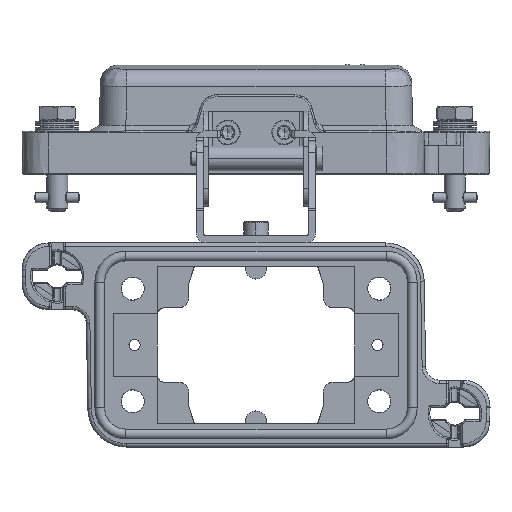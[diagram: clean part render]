
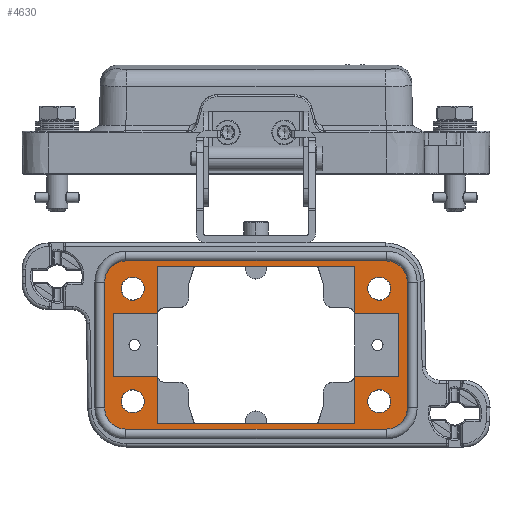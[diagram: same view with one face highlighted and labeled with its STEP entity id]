
A CAD part, front view. The second image highlights one B-rep face of the part: STEP entity #4630.
In plain terms, the highlighted planar face has unit normal (0, -1, 0).
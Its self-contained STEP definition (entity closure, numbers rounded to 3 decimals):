
#777=FACE_BOUND('',#8694,.T.);
#778=FACE_BOUND('',#8695,.T.);
#779=FACE_BOUND('',#8696,.T.);
#780=FACE_BOUND('',#8697,.T.);
#781=FACE_BOUND('',#8698,.T.);
#782=FACE_BOUND('',#8699,.T.);
#3550=CIRCLE('',#29914,3.302);
#3551=CIRCLE('',#29915,3.302);
#3552=CIRCLE('',#29916,3.302);
#3553=CIRCLE('',#29917,3.302);
#3554=CIRCLE('',#29918,3.302);
#3555=CIRCLE('',#29919,3.302);
#3556=CIRCLE('',#29920,3.302);
#3557=CIRCLE('',#29921,3.302);
#3558=CIRCLE('',#29922,6.);
#3559=CIRCLE('',#29923,6.);
#3560=CIRCLE('',#29924,6.);
#3561=CIRCLE('',#29925,6.);
#4630=ADVANCED_FACE('NONE',(#777,#778,#779,#780,#781,#782),#5963,.F.);
#5963=PLANE('',#29926);
#8694=EDGE_LOOP('',(#13493,#13494,#13495,#13496,#13497,#13498,#13499,#13500,
#13501,#13502,#13503,#13504));
#8695=EDGE_LOOP('',(#13505,#13506));
#8696=EDGE_LOOP('',(#13507,#13508));
#8697=EDGE_LOOP('',(#13509,#13510));
#8698=EDGE_LOOP('',(#13511,#13512));
#8699=EDGE_LOOP('',(#13513,#13514,#13515,#13516,#13517,#13518,#13519,#13520));
#13493=ORIENTED_EDGE('',*,*,#21169,.F.);
#13494=ORIENTED_EDGE('',*,*,#23184,.F.);
#13495=ORIENTED_EDGE('',*,*,#23185,.F.);
#13496=ORIENTED_EDGE('',*,*,#23186,.F.);
#13497=ORIENTED_EDGE('',*,*,#23187,.F.);
#13498=ORIENTED_EDGE('',*,*,#23188,.F.);
#13499=ORIENTED_EDGE('',*,*,#21161,.F.);
#13500=ORIENTED_EDGE('',*,*,#23189,.F.);
#13501=ORIENTED_EDGE('',*,*,#23190,.F.);
#13502=ORIENTED_EDGE('',*,*,#23191,.F.);
#13503=ORIENTED_EDGE('',*,*,#23192,.F.);
#13504=ORIENTED_EDGE('',*,*,#23193,.F.);
#13505=ORIENTED_EDGE('',*,*,#23194,.F.);
#13506=ORIENTED_EDGE('',*,*,#23195,.F.);
#13507=ORIENTED_EDGE('',*,*,#23196,.F.);
#13508=ORIENTED_EDGE('',*,*,#23197,.F.);
#13509=ORIENTED_EDGE('',*,*,#23198,.F.);
#13510=ORIENTED_EDGE('',*,*,#23199,.F.);
#13511=ORIENTED_EDGE('',*,*,#23200,.F.);
#13512=ORIENTED_EDGE('',*,*,#23201,.F.);
#13513=ORIENTED_EDGE('',*,*,#23202,.F.);
#13514=ORIENTED_EDGE('',*,*,#23203,.F.);
#13515=ORIENTED_EDGE('',*,*,#23204,.F.);
#13516=ORIENTED_EDGE('',*,*,#23205,.F.);
#13517=ORIENTED_EDGE('',*,*,#23206,.F.);
#13518=ORIENTED_EDGE('',*,*,#23207,.F.);
#13519=ORIENTED_EDGE('',*,*,#23208,.F.);
#13520=ORIENTED_EDGE('',*,*,#23209,.F.);
#18422=VERTEX_POINT('',#38266);
#18423=VERTEX_POINT('',#38268);
#18430=VERTEX_POINT('',#38284);
#18431=VERTEX_POINT('',#38286);
#19772=VERTEX_POINT('',#52075);
#19773=VERTEX_POINT('',#52077);
#19774=VERTEX_POINT('',#52079);
#19775=VERTEX_POINT('',#52081);
#19776=VERTEX_POINT('',#52084);
#19777=VERTEX_POINT('',#52086);
#19778=VERTEX_POINT('',#52088);
#19779=VERTEX_POINT('',#52090);
#19780=VERTEX_POINT('',#52093);
#19781=VERTEX_POINT('',#52094);
#19782=VERTEX_POINT('',#52097);
#19783=VERTEX_POINT('',#52098);
#19784=VERTEX_POINT('',#52101);
#19785=VERTEX_POINT('',#52102);
#19786=VERTEX_POINT('',#52105);
#19787=VERTEX_POINT('',#52106);
#19788=VERTEX_POINT('',#52109);
#19789=VERTEX_POINT('',#52110);
#19790=VERTEX_POINT('',#52112);
#19791=VERTEX_POINT('',#52114);
#19792=VERTEX_POINT('',#52116);
#19793=VERTEX_POINT('',#52118);
#19794=VERTEX_POINT('',#52120);
#19795=VERTEX_POINT('',#52122);
#21161=EDGE_CURVE('NONE',#18422,#18423,#25366,.T.);
#21169=EDGE_CURVE('NONE',#18430,#18431,#25374,.T.);
#23184=EDGE_CURVE('NONE',#19772,#18430,#26177,.T.);
#23185=EDGE_CURVE('NONE',#19773,#19772,#26178,.T.);
#23186=EDGE_CURVE('NONE',#19774,#19773,#26179,.T.);
#23187=EDGE_CURVE('NONE',#19775,#19774,#26180,.T.);
#23188=EDGE_CURVE('NONE',#18423,#19775,#26181,.T.);
#23189=EDGE_CURVE('NONE',#19776,#18422,#26182,.T.);
#23190=EDGE_CURVE('NONE',#19777,#19776,#26183,.T.);
#23191=EDGE_CURVE('NONE',#19778,#19777,#26184,.T.);
#23192=EDGE_CURVE('NONE',#19779,#19778,#26185,.T.);
#23193=EDGE_CURVE('NONE',#18431,#19779,#26186,.T.);
#23194=EDGE_CURVE('NONE',#19780,#19781,#3550,.T.);
#23195=EDGE_CURVE('NONE',#19781,#19780,#3551,.T.);
#23196=EDGE_CURVE('NONE',#19782,#19783,#3552,.T.);
#23197=EDGE_CURVE('NONE',#19783,#19782,#3553,.T.);
#23198=EDGE_CURVE('NONE',#19784,#19785,#3554,.T.);
#23199=EDGE_CURVE('NONE',#19785,#19784,#3555,.T.);
#23200=EDGE_CURVE('NONE',#19786,#19787,#3556,.T.);
#23201=EDGE_CURVE('NONE',#19787,#19786,#3557,.T.);
#23202=EDGE_CURVE('NONE',#19788,#19789,#3558,.T.);
#23203=EDGE_CURVE('NONE',#19790,#19788,#26187,.T.);
#23204=EDGE_CURVE('NONE',#19791,#19790,#3559,.T.);
#23205=EDGE_CURVE('NONE',#19792,#19791,#26188,.T.);
#23206=EDGE_CURVE('NONE',#19793,#19792,#3560,.T.);
#23207=EDGE_CURVE('NONE',#19794,#19793,#26189,.T.);
#23208=EDGE_CURVE('NONE',#19795,#19794,#3561,.T.);
#23209=EDGE_CURVE('NONE',#19789,#19795,#26190,.T.);
#25366=LINE('',#38267,#27124);
#25374=LINE('',#38285,#27132);
#26177=LINE('',#52074,#27935);
#26178=LINE('',#52076,#27936);
#26179=LINE('',#52078,#27937);
#26180=LINE('',#52080,#27938);
#26181=LINE('',#52082,#27939);
#26182=LINE('',#52083,#27940);
#26183=LINE('',#52085,#27941);
#26184=LINE('',#52087,#27942);
#26185=LINE('',#52089,#27943);
#26186=LINE('',#52091,#27944);
#26187=LINE('',#52111,#27945);
#26188=LINE('',#52115,#27946);
#26189=LINE('',#52119,#27947);
#26190=LINE('',#52123,#27948);
#27124=VECTOR('',#31378,1.);
#27132=VECTOR('',#31390,1.);
#27935=VECTOR('',#34261,1.);
#27936=VECTOR('',#34262,1.);
#27937=VECTOR('',#34263,1.);
#27938=VECTOR('',#34264,1.);
#27939=VECTOR('',#34265,1.);
#27940=VECTOR('',#34266,1.);
#27941=VECTOR('',#34267,1.);
#27942=VECTOR('',#34268,1.);
#27943=VECTOR('',#34269,1.);
#27944=VECTOR('',#34270,1.);
#27945=VECTOR('',#34289,1.);
#27946=VECTOR('',#34292,1.);
#27947=VECTOR('',#34295,1.);
#27948=VECTOR('',#34298,1.);
#29914=AXIS2_PLACEMENT_3D('',#52092,#34271,#34272);
#29915=AXIS2_PLACEMENT_3D('',#52095,#34273,#34274);
#29916=AXIS2_PLACEMENT_3D('',#52096,#34275,#34276);
#29917=AXIS2_PLACEMENT_3D('',#52099,#34277,#34278);
#29918=AXIS2_PLACEMENT_3D('',#52100,#34279,#34280);
#29919=AXIS2_PLACEMENT_3D('',#52103,#34281,#34282);
#29920=AXIS2_PLACEMENT_3D('',#52104,#34283,#34284);
#29921=AXIS2_PLACEMENT_3D('',#52107,#34285,#34286);
#29922=AXIS2_PLACEMENT_3D('',#52108,#34287,#34288);
#29923=AXIS2_PLACEMENT_3D('',#52113,#34290,#34291);
#29924=AXIS2_PLACEMENT_3D('',#52117,#34293,#34294);
#29925=AXIS2_PLACEMENT_3D('',#52121,#34296,#34297);
#29926=AXIS2_PLACEMENT_3D('',#52124,#34299,#34300);
#31378=DIRECTION('',(0.,0.,-1.));
#31390=DIRECTION('',(0.,0.,1.));
#34261=DIRECTION('',(-1.,0.,0.));
#34262=DIRECTION('',(0.,0.,1.));
#34263=DIRECTION('',(1.,0.,0.));
#34264=DIRECTION('',(0.,0.,1.));
#34265=DIRECTION('',(1.,0.,0.));
#34266=DIRECTION('',(1.,0.,0.));
#34267=DIRECTION('',(0.,0.,-1.));
#34268=DIRECTION('',(-1.,0.,0.));
#34269=DIRECTION('',(0.,0.,-1.));
#34270=DIRECTION('',(-1.,0.,0.));
#34271=DIRECTION('',(0.,-1.,0.));
#34272=DIRECTION('',(0.,0.,-1.));
#34273=DIRECTION('',(0.,-1.,0.));
#34274=DIRECTION('',(0.,0.,-1.));
#34275=DIRECTION('',(0.,-1.,0.));
#34276=DIRECTION('',(0.,0.,-1.));
#34277=DIRECTION('',(0.,-1.,0.));
#34278=DIRECTION('',(0.,0.,-1.));
#34279=DIRECTION('',(0.,-1.,0.));
#34280=DIRECTION('',(0.,0.,-1.));
#34281=DIRECTION('',(0.,-1.,0.));
#34282=DIRECTION('',(0.,0.,-1.));
#34283=DIRECTION('',(0.,-1.,0.));
#34284=DIRECTION('',(0.,0.,-1.));
#34285=DIRECTION('',(0.,-1.,0.));
#34286=DIRECTION('',(0.,0.,-1.));
#34287=DIRECTION('',(0.,1.,0.));
#34288=DIRECTION('',(0.,0.,1.));
#34289=DIRECTION('',(0.,0.,-1.));
#34290=DIRECTION('',(0.,1.,0.));
#34291=DIRECTION('',(0.,0.,1.));
#34292=DIRECTION('',(1.,0.,0.));
#34293=DIRECTION('',(0.,1.,0.));
#34294=DIRECTION('',(0.,0.,1.));
#34295=DIRECTION('',(0.,0.,1.));
#34296=DIRECTION('',(0.,1.,0.));
#34297=DIRECTION('',(0.,0.,1.));
#34298=DIRECTION('',(-1.,0.,0.));
#34299=DIRECTION('',(0.,1.,0.));
#34300=DIRECTION('',(0.,0.,1.));
#38266=CARTESIAN_POINT('',(-28.044,0.,-9.));
#38267=CARTESIAN_POINT('',(-28.044,0.,0.));
#38268=CARTESIAN_POINT('',(-28.044,0.,-22.444));
#38284=CARTESIAN_POINT('',(28.044,0.,9.));
#38285=CARTESIAN_POINT('',(28.044,0.,0.));
#38286=CARTESIAN_POINT('',(28.044,0.,22.444));
#52074=CARTESIAN_POINT('',(0.,0.,9.));
#52075=CARTESIAN_POINT('',(40.5,0.,9.));
#52076=CARTESIAN_POINT('',(40.5,0.,0.));
#52077=CARTESIAN_POINT('',(40.5,0.,-9.));
#52078=CARTESIAN_POINT('',(0.,0.,-9.));
#52079=CARTESIAN_POINT('',(28.044,0.,-9.));
#52080=CARTESIAN_POINT('',(28.044,0.,0.));
#52081=CARTESIAN_POINT('',(28.044,0.,-22.444));
#52082=CARTESIAN_POINT('',(0.,0.,-22.444));
#52083=CARTESIAN_POINT('',(0.,0.,-9.));
#52084=CARTESIAN_POINT('',(-40.5,0.,-9.));
#52085=CARTESIAN_POINT('',(-40.5,0.,0.));
#52086=CARTESIAN_POINT('',(-40.5,0.,9.));
#52087=CARTESIAN_POINT('',(0.,0.,9.));
#52088=CARTESIAN_POINT('',(-28.044,0.,9.));
#52089=CARTESIAN_POINT('',(-28.044,0.,0.));
#52090=CARTESIAN_POINT('',(-28.044,0.,22.444));
#52091=CARTESIAN_POINT('',(0.,0.,22.444));
#52092=CARTESIAN_POINT('',(35.,0.,16.));
#52093=CARTESIAN_POINT('',(35.,0.,12.698));
#52094=CARTESIAN_POINT('',(35.,0.,19.302));
#52095=CARTESIAN_POINT('',(35.,0.,16.));
#52096=CARTESIAN_POINT('',(35.,0.,-16.));
#52097=CARTESIAN_POINT('',(35.,0.,-19.302));
#52098=CARTESIAN_POINT('',(35.,0.,-12.698));
#52099=CARTESIAN_POINT('',(35.,0.,-16.));
#52100=CARTESIAN_POINT('',(-35.,0.,-16.));
#52101=CARTESIAN_POINT('',(-35.,0.,-19.302));
#52102=CARTESIAN_POINT('',(-35.,0.,-12.698));
#52103=CARTESIAN_POINT('',(-35.,0.,-16.));
#52104=CARTESIAN_POINT('',(-35.,0.,16.));
#52105=CARTESIAN_POINT('',(-35.,0.,12.698));
#52106=CARTESIAN_POINT('',(-35.,0.,19.302));
#52107=CARTESIAN_POINT('',(-35.,0.,16.));
#52108=CARTESIAN_POINT('',(37.,0.,-17.9));
#52109=CARTESIAN_POINT('',(43.,0.,-17.9));
#52110=CARTESIAN_POINT('',(37.,0.,-23.9));
#52111=CARTESIAN_POINT('',(43.,0.,0.));
#52112=CARTESIAN_POINT('',(43.,0.,17.9));
#52113=CARTESIAN_POINT('',(37.,0.,17.9));
#52114=CARTESIAN_POINT('',(37.,0.,23.9));
#52115=CARTESIAN_POINT('',(0.,0.,23.9));
#52116=CARTESIAN_POINT('',(-37.,0.,23.9));
#52117=CARTESIAN_POINT('',(-37.,0.,17.9));
#52118=CARTESIAN_POINT('',(-43.,0.,17.9));
#52119=CARTESIAN_POINT('',(-43.,0.,0.));
#52120=CARTESIAN_POINT('',(-43.,0.,-17.9));
#52121=CARTESIAN_POINT('',(-37.,0.,-17.9));
#52122=CARTESIAN_POINT('',(-37.,0.,-23.9));
#52123=CARTESIAN_POINT('',(0.,0.,-23.9));
#52124=CARTESIAN_POINT('',(0.,0.,0.));
